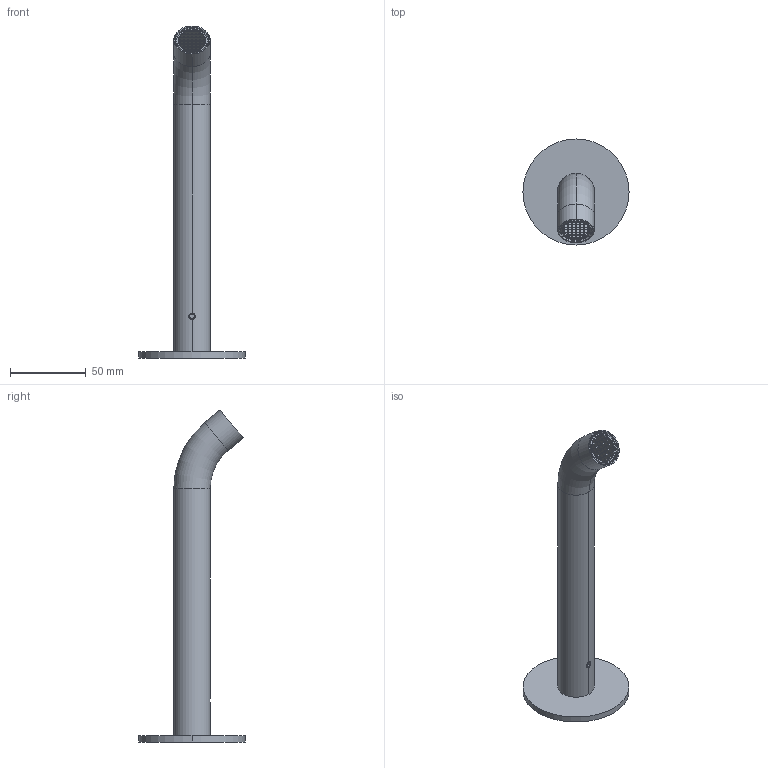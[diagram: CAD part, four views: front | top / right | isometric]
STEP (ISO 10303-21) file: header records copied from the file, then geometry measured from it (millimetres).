
FILE_DESCRIPTION (( 'STEP AP214' ), '1' );
FILE_NAME ('BIC.0009.200 3D.STEP', '2023-01-19T18:34:58', ( '' ), ( '' ), 'SwSTEP 2.0', 'SolidWorks 2022', '' );
FILE_SCHEMA (( 'AUTOMOTIVE_DESIGN' ));
Length unit declared in the file: millimetre
Products named in the file (5): 0001-AEREADOR_M22x1_INVISIVEL_000000000000.STEP; 0001-ESPELHO__70_BICA__24MM_000000000000.STEP; BIC.0009.200 3D; BIC.0009.200.STEP; 0001-BICA_CURVA_BANHEIRA_ENCASTRAR_000000000000.STEP
Assembly tree (4 placements, depth 3):
  BIC.0009.200 3D
    BIC.0009.200.STEP
      0001-BICA_CURVA_BANHEIRA_ENCASTRAR_000000000000.STEP
      0001-ESPELHO__70_BICA__24MM_000000000000.STEP
      0001-AEREADOR_M22x1_INVISIVEL_000000000000.STEP
Bounding box: 70 x 70 x 219.05 mm (x, y, z)
Volume: 38591.9 mm3; surface area: 42727 mm2
Topology: 3 solids, 3 shells, 352 faces, 844 edges, 551 vertices
Faces by surface type: plane 269, cylinder 61, cone 16, torus 4, bspline 2
Entity records: 11360 total; most frequent: CARTESIAN_POINT 2847, DIRECTION 1710, ORIENTED_EDGE 1684, EDGE_CURVE 842, LINE 670, VECTOR 670, VERTEX_POINT 551, AXIS2_PLACEMENT_3D 520
